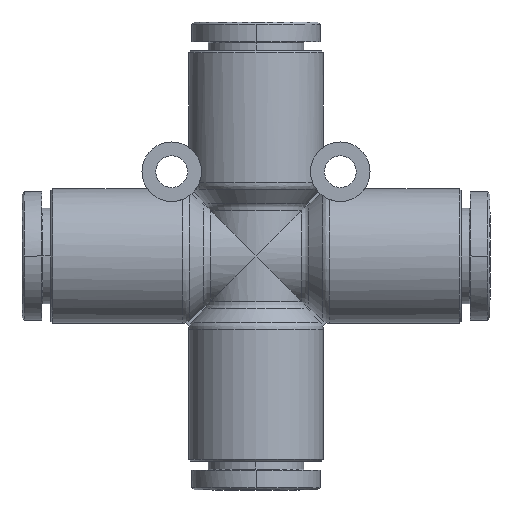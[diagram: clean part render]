
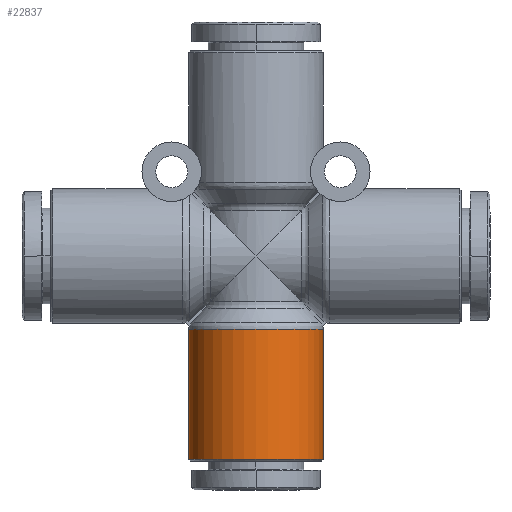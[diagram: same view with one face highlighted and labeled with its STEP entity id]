
A CAD part, front view. The second image highlights one B-rep face of the part: STEP entity #22837.
In plain terms, the highlighted cylindrical face has radius 6.8 mm (diameter 13.6 mm), a partial arc.
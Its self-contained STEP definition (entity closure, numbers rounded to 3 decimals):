
#1018 = CIRCLE ( 'NONE', #39424, 6.8 ) ;
#1503 = DIRECTION ( 'NONE',  ( 0., 0., -1. ) ) ;
#1556 = CARTESIAN_POINT ( 'NONE',  ( 6.8, 0., -13.05 ) ) ;
#1747 = DIRECTION ( 'NONE',  ( 0., 0., -1. ) ) ;
#4547 = ORIENTED_EDGE ( 'NONE', *, *, #40087, .T. ) ;
#4578 = ORIENTED_EDGE ( 'NONE', *, *, #18581, .T. ) ;
#5255 = EDGE_CURVE ( 'NONE', #35713, #35801, #13565, .T. ) ;
#6038 = CARTESIAN_POINT ( 'NONE',  ( 0., -6.8, -20.55 ) ) ;
#6184 = VECTOR ( 'NONE', #1503, 1000. ) ;
#8600 = VERTEX_POINT ( 'NONE', #6038 ) ;
#9364 = ORIENTED_EDGE ( 'NONE', *, *, #24599, .T. ) ;
#13565 = LINE ( 'NONE', #1556, #18125 ) ;
#14491 = CIRCLE ( 'NONE', #52819, 6.8 ) ;
#15667 = DIRECTION ( 'NONE',  ( -1., 0., 0. ) ) ;
#16534 = CARTESIAN_POINT ( 'NONE',  ( -6.8, 0., -7.434 ) ) ;
#17896 = EDGE_LOOP ( 'NONE', ( #54016, #9364, #4547, #4578, #46786 ) ) ;
#18125 = VECTOR ( 'NONE', #1747, 1000. ) ;
#18437 = CARTESIAN_POINT ( 'NONE',  ( 6.8, 0., -20.55 ) ) ;
#18581 = EDGE_CURVE ( 'NONE', #40832, #8600, #14491, .T. ) ;
#19817 = CARTESIAN_POINT ( 'NONE',  ( 0., 0., -7.434 ) ) ;
#20785 = DIRECTION ( 'NONE',  ( -1., 0., 0. ) ) ;
#22837 = ADVANCED_FACE ( 'NONE', ( #51881 ), #27371, .T. ) ;
#22879 = CARTESIAN_POINT ( 'NONE',  ( -6.8, 0., -13.05 ) ) ;
#24599 = EDGE_CURVE ( 'NONE', #35713, #31299, #48218, .T. ) ;
#24721 = DIRECTION ( 'NONE',  ( 0., 0., 1. ) ) ;
#24900 = CARTESIAN_POINT ( 'NONE',  ( -6.8, 0., -20.55 ) ) ;
#26160 = CARTESIAN_POINT ( 'NONE',  ( 6.8, 0., -7.434 ) ) ;
#27371 = CYLINDRICAL_SURFACE ( 'NONE', #42440, 6.8 ) ;
#29294 = CARTESIAN_POINT ( 'NONE',  ( 0., 0., -20.55 ) ) ;
#31299 = VERTEX_POINT ( 'NONE', #16534 ) ;
#33421 = DIRECTION ( 'NONE',  ( 0., 0., 1. ) ) ;
#35713 = VERTEX_POINT ( 'NONE', #26160 ) ;
#35801 = VERTEX_POINT ( 'NONE', #18437 ) ;
#36708 = AXIS2_PLACEMENT_3D ( 'NONE', #19817, #37172, #15667 ) ;
#37172 = DIRECTION ( 'NONE',  ( 0., 0., -1. ) ) ;
#38404 = EDGE_CURVE ( 'NONE', #8600, #35801, #1018, .T. ) ;
#39424 = AXIS2_PLACEMENT_3D ( 'NONE', #29294, #33421, #50905 ) ;
#39581 = DIRECTION ( 'NONE',  ( 0., 0., -1. ) ) ;
#40087 = EDGE_CURVE ( 'NONE', #31299, #40832, #40775, .T. ) ;
#40775 = LINE ( 'NONE', #22879, #6184 ) ;
#40832 = VERTEX_POINT ( 'NONE', #24900 ) ;
#42440 = AXIS2_PLACEMENT_3D ( 'NONE', #48519, #39581, #52294 ) ;
#42538 = CARTESIAN_POINT ( 'NONE',  ( 0., 0., -20.55 ) ) ;
#46786 = ORIENTED_EDGE ( 'NONE', *, *, #38404, .T. ) ;
#48218 = CIRCLE ( 'NONE', #36708, 6.8 ) ;
#48519 = CARTESIAN_POINT ( 'NONE',  ( 0., 0., -13.05 ) ) ;
#50905 = DIRECTION ( 'NONE',  ( -1., 0., 0. ) ) ;
#51881 = FACE_OUTER_BOUND ( 'NONE', #17896, .T. ) ;
#52294 = DIRECTION ( 'NONE',  ( -1., 0., 0. ) ) ;
#52819 = AXIS2_PLACEMENT_3D ( 'NONE', #42538, #24721, #20785 ) ;
#54016 = ORIENTED_EDGE ( 'NONE', *, *, #5255, .F. ) ;
